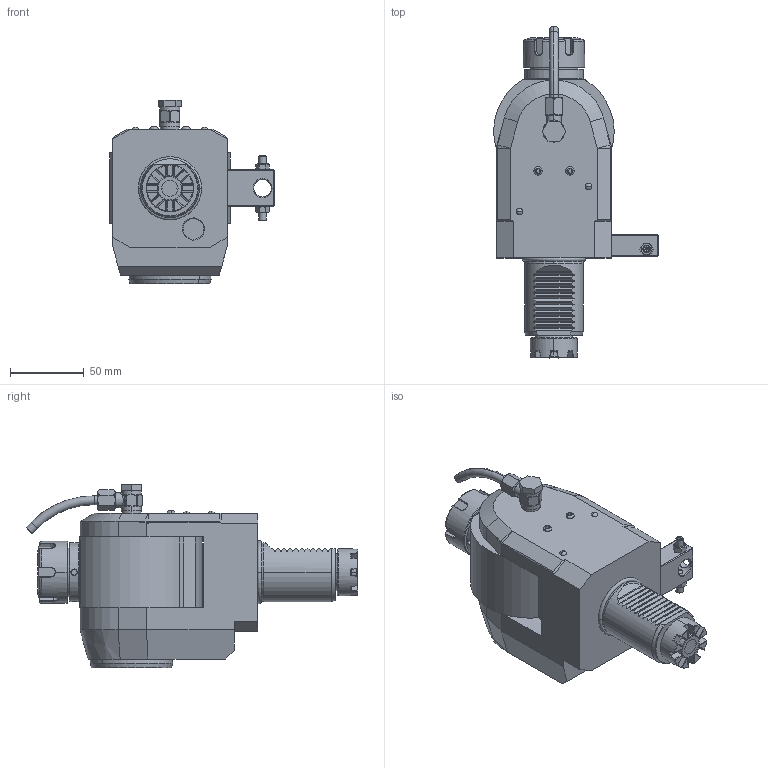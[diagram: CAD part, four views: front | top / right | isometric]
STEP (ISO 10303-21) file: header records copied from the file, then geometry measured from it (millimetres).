
FILE_DESCRIPTION((''),'2;1');
FILE_NAME('NGT1_40_541_25_2','2019-08-03T',('vali'),('NOVA GRUP'),'PRO/ENGINEER BY PARAMETRIC TECHNOLOGY CORPORATION, 2010280','PRO/ENGINEER BY PARAMETRIC TECHNOLOGY CORPORATION, 2010280','');
FILE_SCHEMA(('CONFIG_CONTROL_DESIGN'));
Length unit declared in the file: millimetre
Products named in the file (1): NGT1_40_541_25_2
Bounding box: 111.99 x 225.67 x 124.9 mm (x, y, z)
Volume: 929380.5 mm3; surface area: 84883.5 mm2
Topology: 1 solids, 4 shells, 665 faces, 1684 edges, 1045 vertices
Faces by surface type: plane 284, cylinder 156, bspline 94, cone 89, torus 38, sphere 4
Entity records: 28951 total; most frequent: CARTESIAN_POINT 14067, ORIENTED_EDGE 3336, DIRECTION 2672, EDGE_CURVE 1668, VERTEX_POINT 1045, AXIS2_PLACEMENT_3D 967, VECTOR 738, LINE 738
